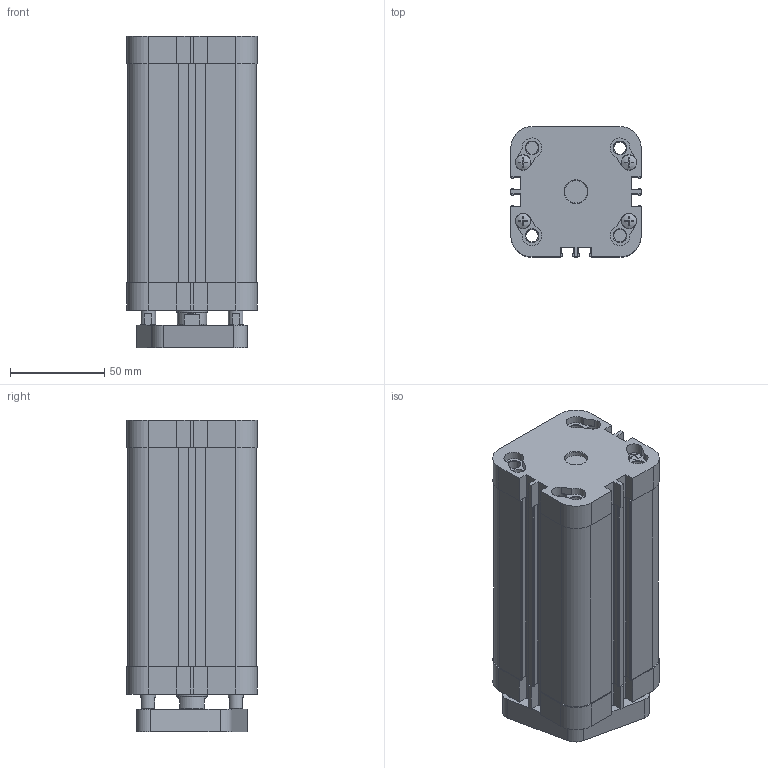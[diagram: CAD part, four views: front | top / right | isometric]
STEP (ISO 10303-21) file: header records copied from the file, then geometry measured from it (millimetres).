
FILE_DESCRIPTION(/* description */ (''),/* implementation_level */ '2;1');
FILE_NAME(/* name */ 'nada_50-100.stp',/* time_stamp */ '2017-08-23T12:58:34+02:00',/* author */ ('leitheußer'),/* organization */ (''),/* preprocessor_version */ 'ST-DEVELOPER v15.6',/* originating_system */ 'Autodesk Inventor LT ',/* authorisation */ '');
FILE_SCHEMA (('AUTOMOTIVE_DESIGN { 1 0 10303 214 3 1 1 }'));
Length unit declared in the file: millimetre
Products named in the file (1): CDEM050_100_KNR
Bounding box: 69 x 69 x 165 mm (x, y, z)
Volume: 353595.2 mm3; surface area: 177213.4 mm2
Topology: 27 solids, 27 shells, 787 faces, 1954 edges, 1267 vertices
Faces by surface type: plane 410, cylinder 251, cone 98, torus 20, bspline 8
Full cylindrical faces by diameter (mm): 3.242 x2, 3.5 x2, 3.75 x4, 4 x10, 4.5 x10, 4.917 x2, 6 x2, 6.647 x6, 7 x2, 8 x14, 8.2 x2, 8.3 x8, 8.376 x2, 8.566 x2, 10 x7, 10.5 x1, 12 x1, 15.5 x1, 15.9 x1, 16 x5, 16.282 x1, 17.7 x1, 17.727 x1, 18 x2, 18.795 x1, 20.5 x2, 22 x1, 25.5 x2, 30.5 x2, 46.8 x2
Entity records: 23023 total; most frequent: CARTESIAN_POINT 4898, DIRECTION 3782, ORIENTED_EDGE 3434, EDGE_CURVE 1717, AXIS2_PLACEMENT_3D 1445, VERTEX_POINT 1231, EDGE_LOOP 1124, LINE 892
